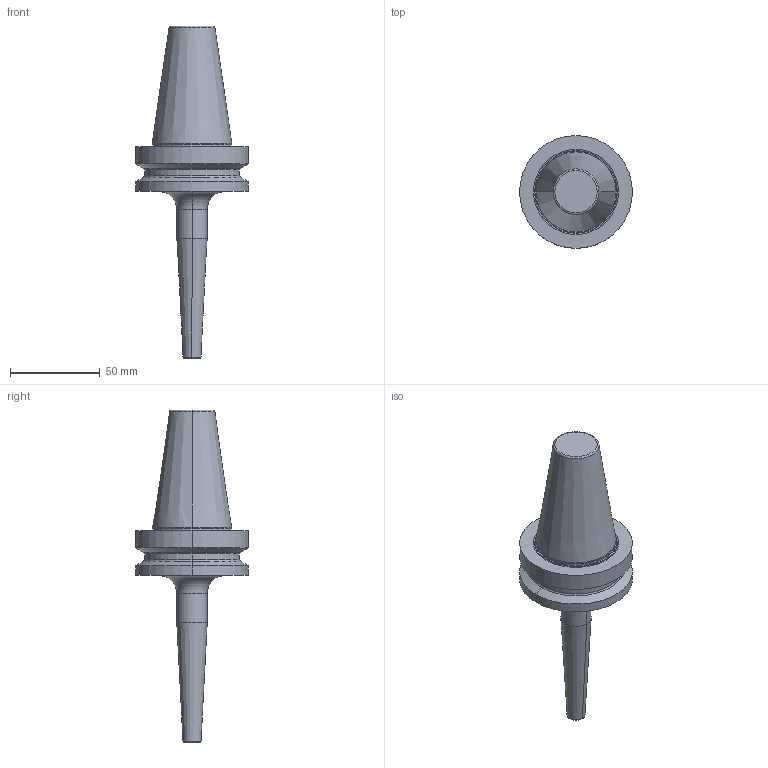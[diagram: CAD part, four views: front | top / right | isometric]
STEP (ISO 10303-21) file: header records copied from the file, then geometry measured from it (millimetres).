
FILE_DESCRIPTION((''),'2;1');
FILE_NAME('30376881','2016-04-27T',('BahnemannR'),(''),'PRO/ENGINEER BY PARAMETRIC TECHNOLOGY CORPORATION, 2011220','PRO/ENGINEER BY PARAMETRIC TECHNOLOGY CORPORATION, 2011220','');
FILE_SCHEMA(('AUTOMOTIVE_DESIGN_CC2 { 1 2 10303 214 -1 1 5 2 }'));
Length unit declared in the file: millimetre
Products named in the file (1): 30376881
Bounding box: 63 x 63 x 185.4 mm (x, y, z)
Volume: 155315.5 mm3; surface area: 22715.6 mm2
Topology: 1 solids, 1 shells, 48 faces, 175 edges, 136 vertices
Faces by surface type: torus 18, cylinder 12, cone 12, plane 6
Entity records: 2370 total; most frequent: DIRECTION 374, CARTESIAN_POINT 278, ORIENTED_EDGE 188, PRESENTATION_STYLE_ASSIGNMENT 183, STYLED_ITEM 183, CURVE_STYLE 180, AXIS2_PLACEMENT_3D 148, CIRCLE 97
